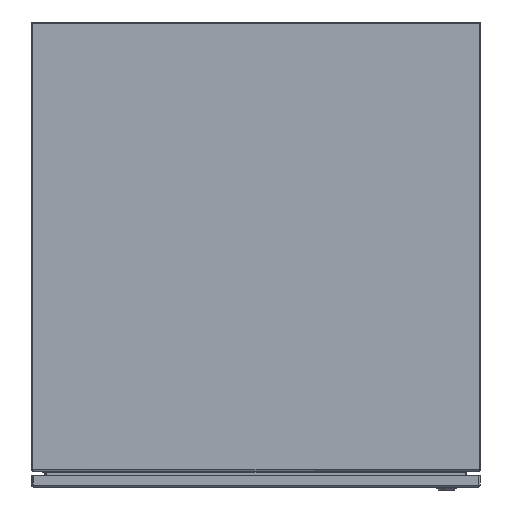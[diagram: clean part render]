
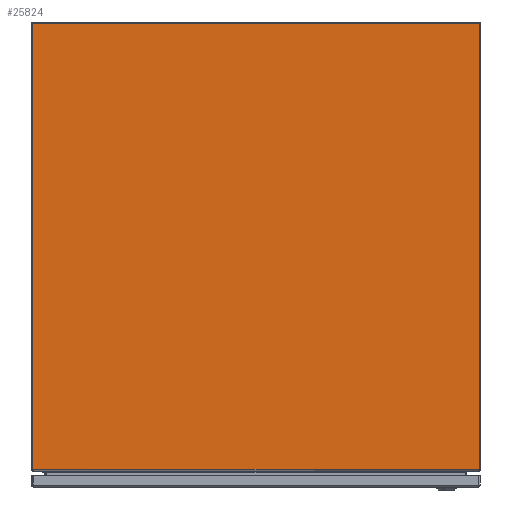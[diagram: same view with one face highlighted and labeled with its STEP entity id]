
A CAD part, left-side view. The second image highlights one B-rep face of the part: STEP entity #25824.
In plain terms, the highlighted face is planar.
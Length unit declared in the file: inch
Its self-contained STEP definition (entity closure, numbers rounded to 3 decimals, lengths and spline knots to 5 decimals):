
#1443 = LINE ( 'NONE', #14390, #21029 ) ;
#1583 = VERTEX_POINT ( 'NONE', #2696 ) ;
#2117 = CARTESIAN_POINT ( 'NONE',  ( 23.892, 30., 11.91257 ) ) ;
#2197 = EDGE_CURVE ( 'NONE', #15862, #24293, #1443, .T. ) ;
#2283 = DIRECTION ( 'NONE',  ( 0., 0., -1. ) ) ;
#2696 = CARTESIAN_POINT ( 'NONE',  ( 23.79511, 30., 11.928 ) ) ;
#3440 = LINE ( 'NONE', #28838, #13892 ) ;
#4575 = DIRECTION ( 'NONE',  ( 1., 0., 0. ) ) ;
#5252 = CARTESIAN_POINT ( 'NONE',  ( 23.79511, 30., -11.928 ) ) ;
#5266 = CARTESIAN_POINT ( 'NONE',  ( 23.892, 30., -11.91257 ) ) ;
#5635 = ORIENTED_EDGE ( 'NONE', *, *, #2197, .T. ) ;
#5787 = EDGE_CURVE ( 'NONE', #5860, #24293, #40148, .T. ) ;
#5860 = VERTEX_POINT ( 'NONE', #5252 ) ;
#8622 = EDGE_CURVE ( 'NONE', #23947, #14839, #3440, .T. ) ;
#10587 = FACE_OUTER_BOUND ( 'NONE', #19061, .T. ) ;
#10756 = DIRECTION ( 'NONE',  ( 0., -1., 0. ) ) ;
#11010 = LINE ( 'NONE', #26631, #13403 ) ;
#13403 = VECTOR ( 'NONE', #29579, 39.37008 ) ;
#13892 = VECTOR ( 'NONE', #38898, 39.37008 ) ;
#14316 = ORIENTED_EDGE ( 'NONE', *, *, #25815, .T. ) ;
#14390 = CARTESIAN_POINT ( 'NONE',  ( 23.892, 30., 11.928 ) ) ;
#14557 = CIRCLE ( 'NONE', #15212, 0.312 ) ;
#14839 = VERTEX_POINT ( 'NONE', #20294 ) ;
#15212 = AXIS2_PLACEMENT_3D ( 'NONE', #38982, #10756, #36267 ) ;
#15862 = VERTEX_POINT ( 'NONE', #2117 ) ;
#16284 = ORIENTED_EDGE ( 'NONE', *, *, #24554, .T. ) ;
#17166 = CARTESIAN_POINT ( 'NONE',  ( 0.072, 30., -11.928 ) ) ;
#17272 = CARTESIAN_POINT ( 'NONE',  ( 0.072, 30., 11.928 ) ) ;
#19061 = EDGE_LOOP ( 'NONE', ( #30586, #16284, #21151, #5635, #20545, #14316 ) ) ;
#20294 = CARTESIAN_POINT ( 'NONE',  ( 0.072, 30., 11.928 ) ) ;
#20545 = ORIENTED_EDGE ( 'NONE', *, *, #5787, .F. ) ;
#20687 = CARTESIAN_POINT ( 'NONE',  ( 23.79511, 30., -11.616 ) ) ;
#20904 = DIRECTION ( 'NONE',  ( 0., 0., -1. ) ) ;
#21029 = VECTOR ( 'NONE', #39233, 39.37008 ) ;
#21119 = CARTESIAN_POINT ( 'NONE',  ( 23.928, 30., 11.928 ) ) ;
#21151 = ORIENTED_EDGE ( 'NONE', *, *, #21672, .F. ) ;
#21672 = EDGE_CURVE ( 'NONE', #15862, #1583, #14557, .T. ) ;
#22144 = DIRECTION ( 'NONE',  ( 0., -1., 0. ) ) ;
#23434 = PLANE ( 'NONE',  #24110 ) ;
#23947 = VERTEX_POINT ( 'NONE', #17166 ) ;
#24110 = AXIS2_PLACEMENT_3D ( 'NONE', #21119, #31218, #20904 ) ;
#24293 = VERTEX_POINT ( 'NONE', #5266 ) ;
#24554 = EDGE_CURVE ( 'NONE', #14839, #1583, #33722, .T. ) ;
#25815 = EDGE_CURVE ( 'NONE', #5860, #23947, #11010, .T. ) ;
#25824 = ADVANCED_FACE ( 'NONE', ( #10587 ), #23434, .T. ) ;
#26631 = CARTESIAN_POINT ( 'NONE',  ( 23.928, 30., -11.928 ) ) ;
#28158 = VECTOR ( 'NONE', #4575, 39.37008 ) ;
#28749 = AXIS2_PLACEMENT_3D ( 'NONE', #20687, #22144, #2283 ) ;
#28838 = CARTESIAN_POINT ( 'NONE',  ( 0.072, 30., -11.928 ) ) ;
#29579 = DIRECTION ( 'NONE',  ( -1., 0., 0. ) ) ;
#30586 = ORIENTED_EDGE ( 'NONE', *, *, #8622, .T. ) ;
#31218 = DIRECTION ( 'NONE',  ( 0., 1., 0. ) ) ;
#33722 = LINE ( 'NONE', #17272, #28158 ) ;
#36267 = DIRECTION ( 'NONE',  ( 1., 0., 0. ) ) ;
#38898 = DIRECTION ( 'NONE',  ( 0., 0., 1. ) ) ;
#38982 = CARTESIAN_POINT ( 'NONE',  ( 23.79511, 30., 11.616 ) ) ;
#39233 = DIRECTION ( 'NONE',  ( 0., 0., -1. ) ) ;
#40148 = CIRCLE ( 'NONE', #28749, 0.312 ) ;
